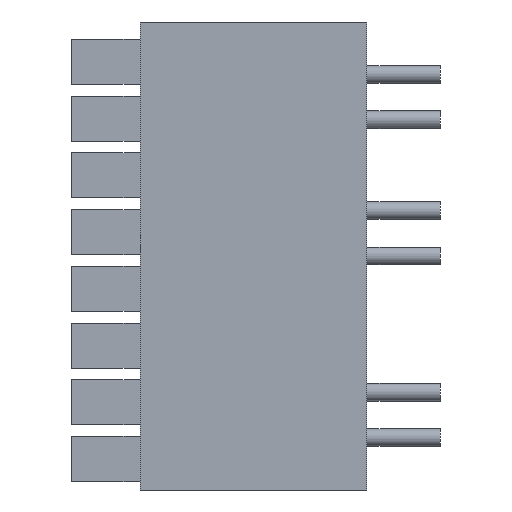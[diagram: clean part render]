
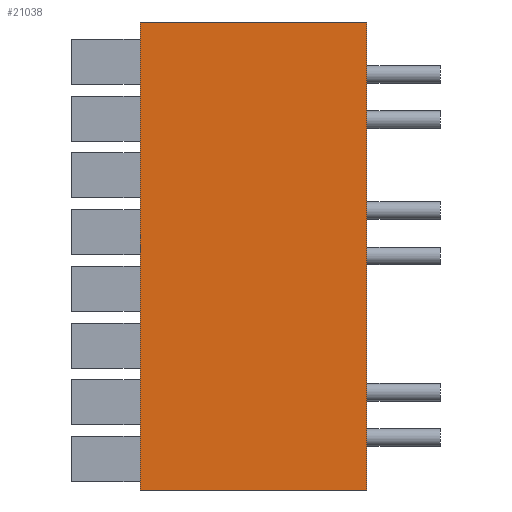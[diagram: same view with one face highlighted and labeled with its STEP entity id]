
A CAD part, left-side view. The second image highlights one B-rep face of the part: STEP entity #21038.
In plain terms, the highlighted planar face has unit normal (-1, 0, 0).
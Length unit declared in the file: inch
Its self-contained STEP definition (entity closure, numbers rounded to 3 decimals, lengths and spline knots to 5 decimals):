
#1077 = VECTOR ( 'NONE', #15516, 39.37008 ) ;
#2014 = ORIENTED_EDGE ( 'NONE', *, *, #18834, .F. ) ;
#2415 = CARTESIAN_POINT ( 'NONE',  ( 0., 0.5, 0. ) ) ;
#3621 = CARTESIAN_POINT ( 'NONE',  ( 0., 0.5, 0. ) ) ;
#3634 = LINE ( 'NONE', #13933, #5456 ) ;
#5122 = CARTESIAN_POINT ( 'NONE',  ( 0., 0.5, 0. ) ) ;
#5456 = VECTOR ( 'NONE', #12389, 39.37008 ) ;
#6190 = DIRECTION ( 'NONE',  ( 0., 0., 1. ) ) ;
#6488 = DIRECTION ( 'NONE',  ( 1., 0., 0. ) ) ;
#7006 = CARTESIAN_POINT ( 'NONE',  ( 0., 0.5, 0. ) ) ;
#7172 = EDGE_CURVE ( 'NONE', #8343, #18848, #13174, .T. ) ;
#7504 = DIRECTION ( 'NONE',  ( 0., 0., 1. ) ) ;
#8343 = VERTEX_POINT ( 'NONE', #8778 ) ;
#8778 = CARTESIAN_POINT ( 'NONE',  ( 0., 0.5, -1.031 ) ) ;
#8934 = FACE_OUTER_BOUND ( 'NONE', #15538, .T. ) ;
#11944 = EDGE_CURVE ( 'NONE', #17143, #17963, #18504, .T. ) ;
#12389 = DIRECTION ( 'NONE',  ( 0., -1., 0. ) ) ;
#12550 = EDGE_CURVE ( 'NONE', #8343, #17143, #3634, .T. ) ;
#13174 = LINE ( 'NONE', #2415, #17881 ) ;
#13933 = CARTESIAN_POINT ( 'NONE',  ( 0., 0.5, -1.031 ) ) ;
#15516 = DIRECTION ( 'NONE',  ( 0., -1., 0. ) ) ;
#15538 = EDGE_LOOP ( 'NONE', ( #22553, #2014, #18016, #18344 ) ) ;
#17143 = VERTEX_POINT ( 'NONE', #21349 ) ;
#17161 = VECTOR ( 'NONE', #7504, 39.37008 ) ;
#17165 = AXIS2_PLACEMENT_3D ( 'NONE', #3621, #6488, #17701 ) ;
#17701 = DIRECTION ( 'NONE',  ( 0., 0., -1. ) ) ;
#17881 = VECTOR ( 'NONE', #6190, 39.37008 ) ;
#17963 = VERTEX_POINT ( 'NONE', #19705 ) ;
#18016 = ORIENTED_EDGE ( 'NONE', *, *, #7172, .F. ) ;
#18344 = ORIENTED_EDGE ( 'NONE', *, *, #12550, .T. ) ;
#18504 = LINE ( 'NONE', #20037, #17161 ) ;
#18834 = EDGE_CURVE ( 'NONE', #18848, #17963, #19302, .T. ) ;
#18848 = VERTEX_POINT ( 'NONE', #7006 ) ;
#19302 = LINE ( 'NONE', #5122, #1077 ) ;
#19705 = CARTESIAN_POINT ( 'NONE',  ( 0., 0., 0. ) ) ;
#20037 = CARTESIAN_POINT ( 'NONE',  ( 0., 0., 0. ) ) ;
#20929 = PLANE ( 'NONE',  #17165 ) ;
#21038 = ADVANCED_FACE ( 'NONE', ( #8934 ), #20929, .F. ) ;
#21349 = CARTESIAN_POINT ( 'NONE',  ( 0., 0., -1.031 ) ) ;
#22553 = ORIENTED_EDGE ( 'NONE', *, *, #11944, .T. ) ;
